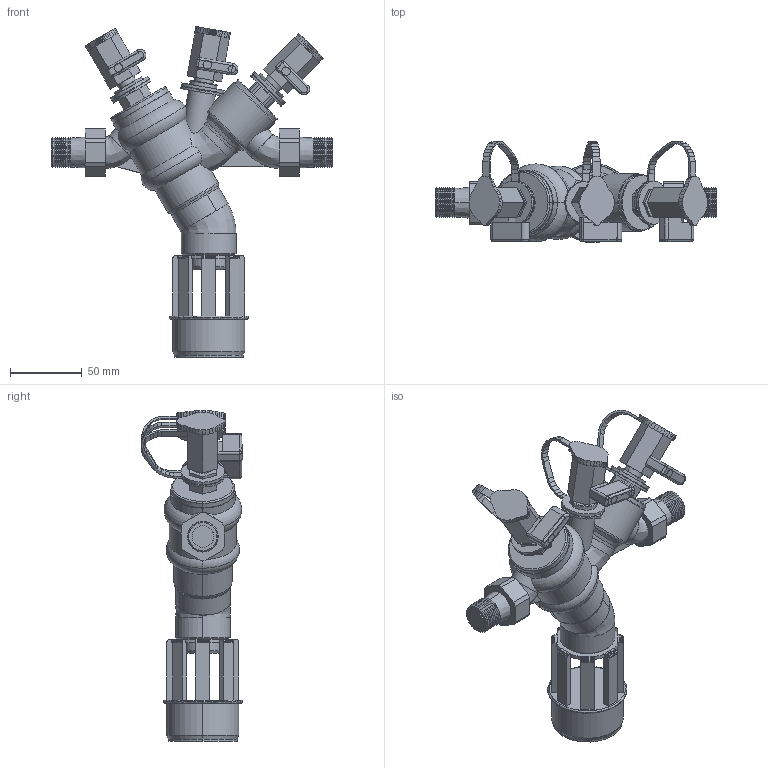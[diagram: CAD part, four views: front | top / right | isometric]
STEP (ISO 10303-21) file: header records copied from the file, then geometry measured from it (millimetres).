
FILE_DESCRIPTION(('no description'),'unknown implementation level');
FILE_NAME('Honeywell 06-2016_BA295S-1-2A_3D.stp',' ',('pit-cup GmbH'),('ccLab - KiM Gmbh - www.kimweb.de'),'unknown preprocess','ACIS','unknown authorization');
FILE_SCHEMA(('automotive_design'));
Length unit declared in the file: millimetre
Products named in the file (25): 1; 2; 3; 4; 5; 6; 7; 8; 9; 10; 11; 12; 13; 14; 15; 16; 17; 18; 19; 20; 21; 22; 23; 24; 25
Bounding box: 195.4 x 70.06 x 229.95 mm (x, y, z)
Volume: 433080.4 mm3; surface area: 109662.3 mm2
Topology: 26 solids, 32 shells, 959 faces, 2505 edges, 1635 vertices
Faces by surface type: plane 656, cylinder 147, cone 96, torus 44, bspline 10, sphere 6
Entity records: 68514 total; most frequent: CARTESIAN_POINT 15867, STYLED_ITEM 5122, PRESENTATION_STYLE_ASSIGNMENT 5122, COLOUR_RGB 5122, ORIENTED_EDGE 5012, DIRECTION 4829, EDGE_CURVE 2504, CURVE_STYLE 2504
